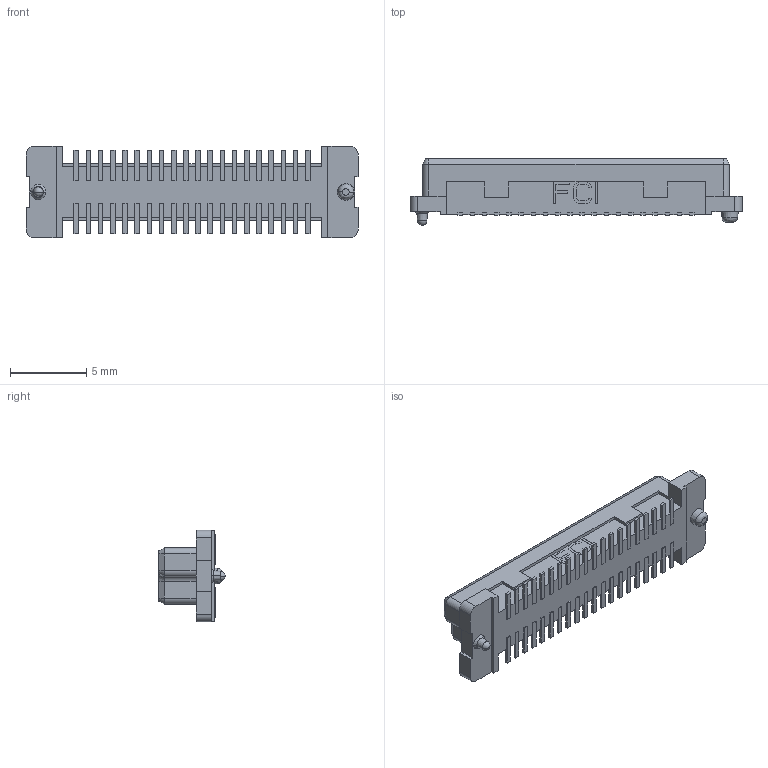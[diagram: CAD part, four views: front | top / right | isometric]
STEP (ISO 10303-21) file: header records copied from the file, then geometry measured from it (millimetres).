
FILE_DESCRIPTION((''),'2;1');
FILE_NAME('P61082-041X0XXX','2011-06-22T',('msriniva'),('FCI - CDC Division'),'PRO/ENGINEER BY PARAMETRIC TECHNOLOGY CORPORATION, 2008250','PRO/ENGINEER BY PARAMETRIC TECHNOLOGY CORPORATION, 2008250','');
FILE_SCHEMA(('CONFIG_CONTROL_DESIGN'));
Length unit declared in the file: millimetre
Products named in the file (1): P61082-041X0XXX
Bounding box: 21.8 x 4.35 x 6 mm (x, y, z)
Volume: 219.1 mm3; surface area: 498.6 mm2
Topology: 1 solids, 1 shells, 401 faces, 1161 edges, 765 vertices
Faces by surface type: plane 367, cylinder 16, cone 14, bspline 2, sphere 2
Entity records: 13025 total; most frequent: CARTESIAN_POINT 2411, ORIENTED_EDGE 2318, DIRECTION 2001, EDGE_CURVE 1159, VECTOR 1107, LINE 1107, VERTEX_POINT 765, AXIS2_PLACEMENT_3D 447
